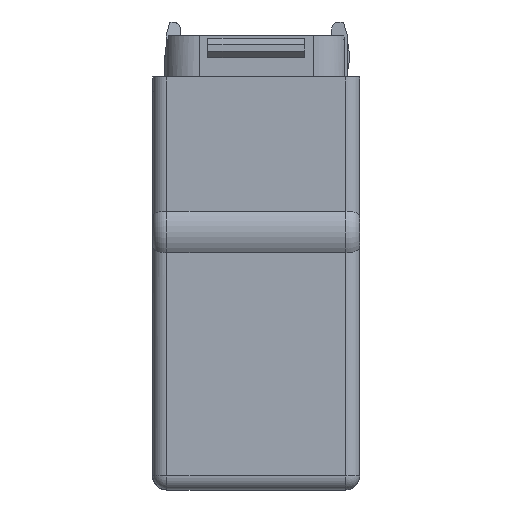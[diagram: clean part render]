
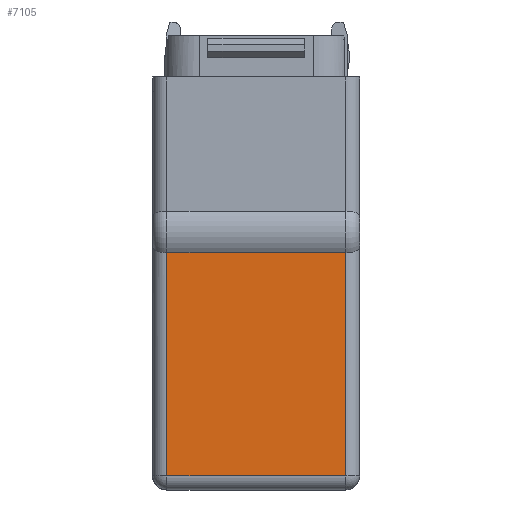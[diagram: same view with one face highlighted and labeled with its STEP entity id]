
A CAD part, left-side view. The second image highlights one B-rep face of the part: STEP entity #7105.
In plain terms, the highlighted planar face has unit normal (-1, 0, 0).
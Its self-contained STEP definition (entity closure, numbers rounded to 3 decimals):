
#1154=DIRECTION('',(0.,0.,-1.));
#1155=VECTOR('',#1154,16.243);
#1156=CARTESIAN_POINT('',(-37.47,-6.5,17.243));
#1157=LINE('',#1156,#1155);
#1208=DIRECTION('',(0.,1.,0.));
#1209=VECTOR('',#1208,13.);
#1210=CARTESIAN_POINT('',(-37.47,-6.5,17.243));
#1211=LINE('',#1210,#1209);
#1262=DIRECTION('',(0.,0.,-1.));
#1263=VECTOR('',#1262,16.243);
#1264=CARTESIAN_POINT('',(-37.47,6.5,17.243));
#1265=LINE('',#1264,#1263);
#1357=DIRECTION('',(0.,1.,0.));
#1358=VECTOR('',#1357,13.);
#1359=CARTESIAN_POINT('',(-37.47,-6.5,1.));
#1360=LINE('',#1359,#1358);
#4641=CARTESIAN_POINT('',(-37.47,-6.5,17.243));
#4642=VERTEX_POINT('',#4641);
#4681=CARTESIAN_POINT('',(-37.47,6.5,17.243));
#4682=VERTEX_POINT('',#4681);
#4683=CARTESIAN_POINT('',(-37.47,6.5,1.));
#4684=VERTEX_POINT('',#4683);
#4685=CARTESIAN_POINT('',(-37.47,-6.5,1.));
#4686=VERTEX_POINT('',#4685);
#7091=CARTESIAN_POINT('',(-37.47,7.5,0.));
#7092=DIRECTION('',(-1.,0.,0.));
#7093=DIRECTION('',(0.,-1.,0.));
#7094=AXIS2_PLACEMENT_3D('',#7091,#7092,#7093);
#7095=PLANE('',#7094);
#7097=ORIENTED_EDGE('',*,*,#7096,.F.);
#7099=ORIENTED_EDGE('',*,*,#7098,.F.);
#7100=ORIENTED_EDGE('',*,*,#7084,.T.);
#7102=ORIENTED_EDGE('',*,*,#7101,.T.);
#7103=EDGE_LOOP('',(#7097,#7099,#7100,#7102));
#7104=FACE_OUTER_BOUND('',#7103,.F.);
#7105=ADVANCED_FACE('',(#7104),#7095,.T.);
#7084=EDGE_CURVE('',#4642,#4686,#1157,.T.);
#7096=EDGE_CURVE('',#4682,#4684,#1265,.T.);
#7098=EDGE_CURVE('',#4642,#4682,#1211,.T.);
#7101=EDGE_CURVE('',#4686,#4684,#1360,.T.);
